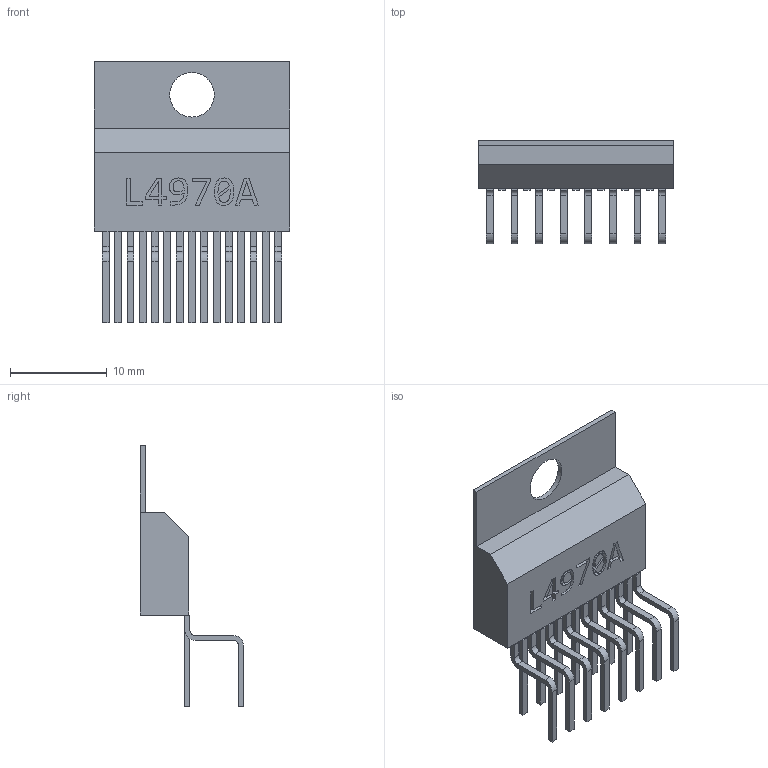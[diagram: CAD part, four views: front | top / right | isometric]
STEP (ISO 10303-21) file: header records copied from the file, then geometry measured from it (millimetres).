
FILE_DESCRIPTION(('FreeCAD Model'),'2;1');
FILE_NAME('179343.1.2.stp','2017-09-18T09:09:01',( 'Author'),(''),'Open CASCADE STEP processor 6.8','FreeCAD','Unknown' );
FILE_SCHEMA(('AUTOMOTIVE_DESIGN_CC2 { 1 2 10303 214 -1 1 5 4 }'));
Length unit declared in the file: millimetre
Products named in the file (5): ASSEMBLY; Tab; Body; StraightPinsArray; BentPinsArray
Assembly tree (4 placements, depth 2):
  ASSEMBLY
    Tab
    Body
    StraightPinsArray
    BentPinsArray
Bounding box: 20.2 x 10.64 x 26.95 mm (x, y, z)
Volume: 1131.1 mm3; surface area: 1472.6 mm2
Topology: 17 solids, 17 shells, 297 faces, 756 edges, 504 vertices
Faces by surface type: plane 190, extrusion 74, cylinder 33
Full cylindrical faces by diameter (mm): 4.6 x1
Entity records: 19079 total; most frequent: CARTESIAN_POINT 3922, DIRECTION 2550, VECTOR 1914, LINE 1840, ORIENTED_EDGE 1512, PCURVE 1512, DEFINITIONAL_REPRESENTATION 1512, EDGE_CURVE 756
